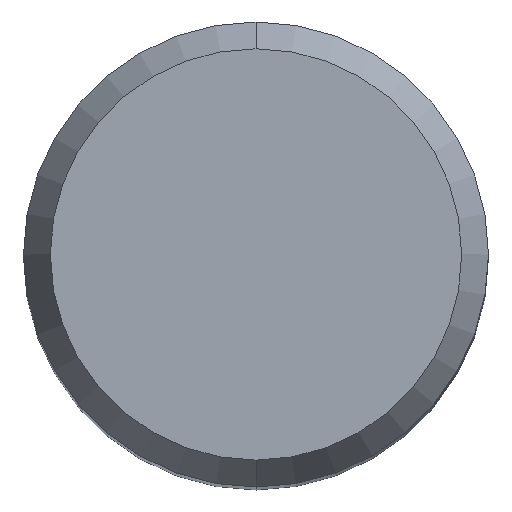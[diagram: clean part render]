
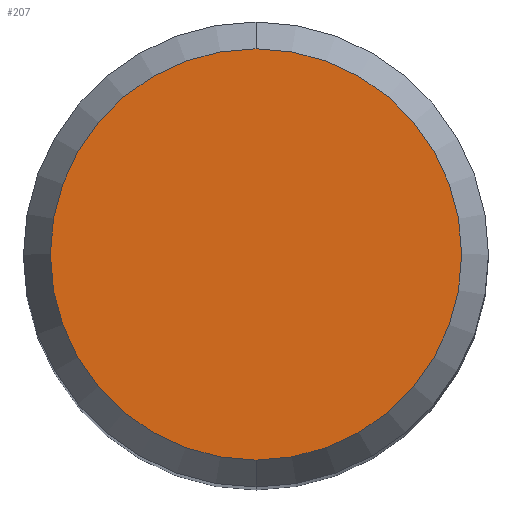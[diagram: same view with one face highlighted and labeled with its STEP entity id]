
A CAD part, top view. The second image highlights one B-rep face of the part: STEP entity #207.
In plain terms, the highlighted planar face has unit normal (0, 0, 1).
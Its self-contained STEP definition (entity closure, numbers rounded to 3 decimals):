
#207=ADVANCED_FACE('',(#500),#501,.T.);
#265=EDGE_CURVE('',#323,#301,#563,.T.);
#301=VERTEX_POINT('',#605);
#323=VERTEX_POINT('',#629);
#425=EDGE_CURVE('',#301,#323,#744,.T.);
#500=FACE_OUTER_BOUND('',#865,.T.);
#501=PLANE('',#866);
#563=CIRCLE('',#1025,4.423);
#605=CARTESIAN_POINT('',(0.,-4.423,0.));
#629=CARTESIAN_POINT('',(0.0,4.423,0.));
#744=CIRCLE('',#1391,4.423);
#865=EDGE_LOOP('',(#1458,#1459));
#866=AXIS2_PLACEMENT_3D('',#1460,#1461,#1462);
#1025=AXIS2_PLACEMENT_3D('',#1518,#1519,#1520);
#1391=AXIS2_PLACEMENT_3D('',#1739,#1740,#1741);
#1458=ORIENTED_EDGE('',*,*,#265,.F.);
#1459=ORIENTED_EDGE('',*,*,#425,.F.);
#1460=CARTESIAN_POINT('',(0.0,2.211,0.));
#1461=DIRECTION('',(-0.0,0.0,1.0));
#1462=DIRECTION('',(0.0,-1.0,0.0));
#1518=CARTESIAN_POINT('',(0.0,0.0,0.));
#1519=DIRECTION('',(0.0,0.0,-1.0));
#1520=DIRECTION('',(0.0,1.0,0.0));
#1739=CARTESIAN_POINT('',(0.0,0.0,0.));
#1740=DIRECTION('',(0.0,0.0,-1.0));
#1741=DIRECTION('',(0.0,1.0,0.0));
